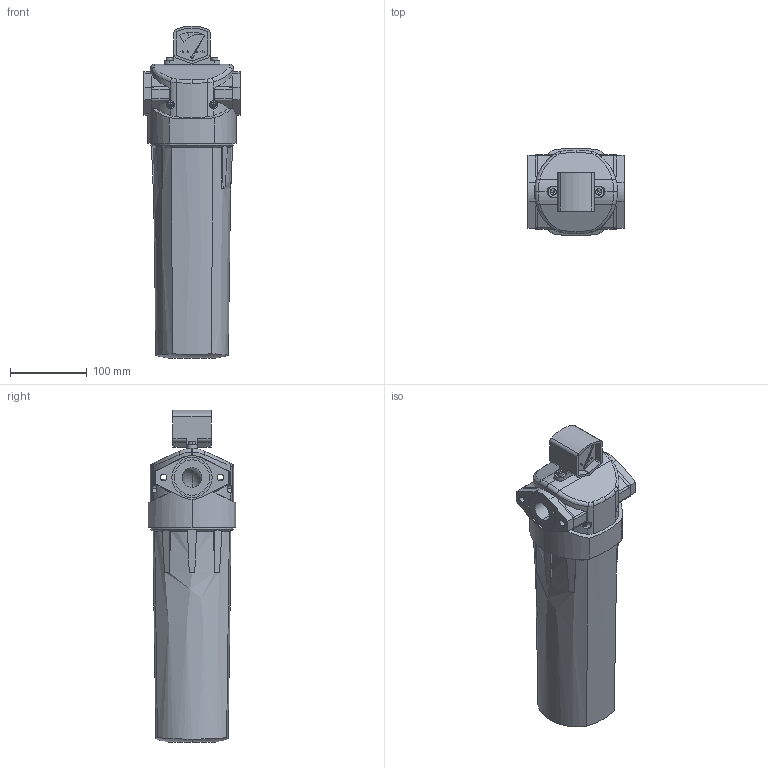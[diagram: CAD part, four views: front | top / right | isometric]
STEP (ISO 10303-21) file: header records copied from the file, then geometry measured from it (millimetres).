
FILE_DESCRIPTION (( 'STEP AP203' ), '1' );
FILE_NAME ('F0265-F0370.STEP', '2022-05-07T06:43:11', ( 'SkyUser' ), ( 'ITSK.com' ), 'SwSTEP 2.0', 'SolidWorks 2014', '' );
FILE_SCHEMA (( 'CONFIG_CONTROL_DESIGN' ));
Length unit declared in the file: millimetre
Products named in the file (9): 1渡芛; 1渡蜇褲; 揤船桶; hexagon socket head cap screws gb_GB_FASTENER_SCREWS_HSHCS M4X6-S; 380詰_菴2; small hex thin nuts-fine pitch thread gb_GB_FASTENER_NUT_SSFNTT M14X1.0-N; AD-08; socket head cap screw_iso_ISO 4762 M5 x 16 --- 16N; F0265-F0370
Assembly tree (13 placements, depth 3):
  F0265-F0370
    1渡芛
    1渡蜇褲  x2
    揤船桶
    hexagon socket head cap screws gb_GB_FASTENER_SCREWS_HSHCS M4X6-S  x4
    380詰_菴2
    AD-08
      small hex thin nuts-fine pitch thread gb_GB_FASTENER_NUT_SSFNTT M14X1.0-N
    socket head cap screw_iso_ISO 4762 M5 x 16 --- 16N  x2
Bounding box: 125 x 114.35 x 431.82 mm (x, y, z)
Volume: 1481036.7 mm3; surface area: 322732.1 mm2
Topology: 13 solids, 13 shells, 947 faces, 2204 edges, 1308 vertices
Faces by surface type: plane 292, cylinder 283, cone 276, bspline 68, torus 28
Entity records: 18843 total; most frequent: CARTESIAN_POINT 5803, ORIENTED_EDGE 2534, DIRECTION 2441, EDGE_CURVE 1267, AXIS2_PLACEMENT_3D 911, VERTEX_POINT 793, VECTOR 619, LINE 619
